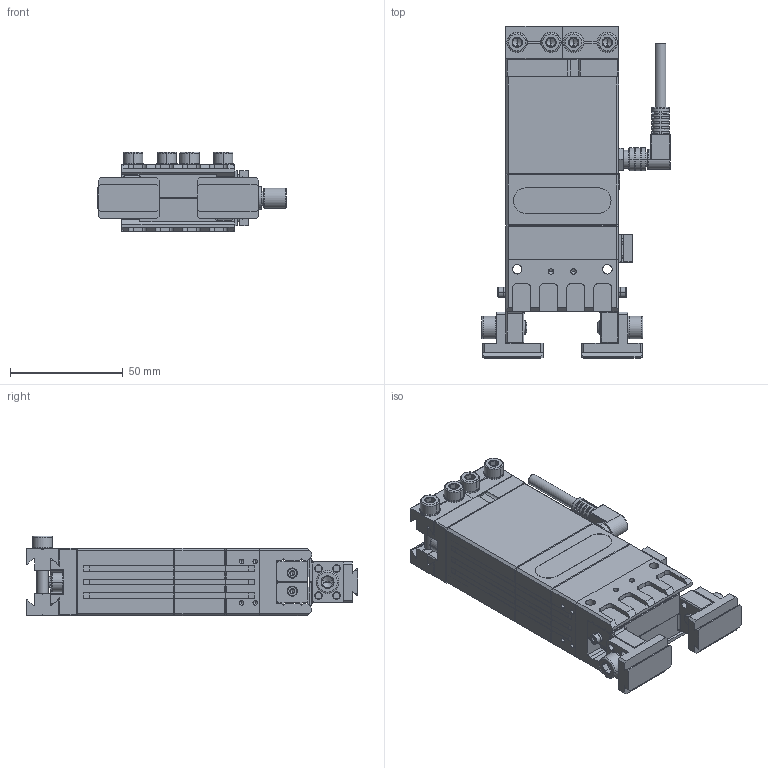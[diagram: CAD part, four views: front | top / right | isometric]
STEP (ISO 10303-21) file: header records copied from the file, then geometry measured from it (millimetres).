
FILE_DESCRIPTION((''),'2;1');
FILE_NAME('3804251654_FGA_EGP50_KIT_ASM','2019-10-10T14:04:29',('U004522'),('SCHUNK GmbH & Co. KG'),'CREO PARAMETRIC BY PTC INC, 2018190','CREO PARAMETRIC BY PTC INC, 2018190','');
FILE_SCHEMA(('CONFIG_CONTROL_DESIGN','SHAPE_APPEARANCE_LAYERS_GROUPS'));
Products named in the file (27): 55211_EGP_50_GEH; 5521760_EGP_50_ADG; 9957779_PLATINE_MIT_STECKER_M8; 9957798_KFO_EGP40; DEI4762_M002_5X050_12_9; 3390080100_ZHU; 5522650_EGP_50_FIN; 9962714_MPGPLUS_50_HAL; 9965221_SCHEIBE_D4_5; DEI4762_M002_5X006_12_9; 9957795_STO_300F11; 3312020800_NHS; 0310960_EGP_50_ASM; 1399555_AGS_1-63-30-18-00-APG_1; AGS_WASHER_SIS-5; DEI4762_M005X016_12_9; 1399555_AGS_1-63-30-18-00-APG_ASM; 1333631_AGS_1-25-50-42-00-PPV_1; 1333631_AGS_1-25-50-42-00-PPV_2; DEI4762_M005X030_12_9; 1333631_AGS_1-25-50-42-00-PPV_ASM; 1334685_AGS_1-63-22-18-00-HSP_1; AGS_WASHER_SIS-6; DEI4762_M006X014_12_9; 1334685_AGS_1-63-22-18-00-HSP_ASM; 0307765_N01_KA_BW08_KB_GERADE; 3804251654_FGA_EGP50_KIT_ASM
Assembly tree (52 placements, depth 3):
  3804251654_FGA_EGP50_KIT_ASM
    0310960_EGP_50_ASM
      55211_EGP_50_GEH
      5521760_EGP_50_ADG
      9957779_PLATINE_MIT_STECKER_M8
      9957798_KFO_EGP40
      DEI4762_M002_5X050_12_9  x4
      3390080100_ZHU  x2
      5522650_EGP_50_FIN  x2
      9962714_MPGPLUS_50_HAL  x4
      9965221_SCHEIBE_D4_5  x4
      DEI4762_M002_5X006_12_9  x8
      9957795_STO_300F11
      3312020800_NHS  x2
    1399555_AGS_1-63-30-18-00-APG_ASM
      1399555_AGS_1-63-30-18-00-APG_1
      AGS_WASHER_SIS-5  x2
      DEI4762_M005X016_12_9  x2
    1333631_AGS_1-25-50-42-00-PPV_ASM  x2
      1333631_AGS_1-25-50-42-00-PPV_1
      1333631_AGS_1-25-50-42-00-PPV_2
      AGS_WASHER_SIS-5
      DEI4762_M005X030_12_9
    1334685_AGS_1-63-22-18-00-HSP_ASM  x2
      1334685_AGS_1-63-22-18-00-HSP_1
      AGS_WASHER_SIS-6
      DEI4762_M006X014_12_9
    0307765_N01_KA_BW08_KB_GERADE
Bounding box: 83.6 x 147.2 x 35.4 mm (x, y, z)
Volume: 188943.2 mm3; surface area: 69415.9 mm2
Topology: 56 solids, 56 shells, 2719 faces, 7059 edges, 4519 vertices
Faces by surface type: plane 1691, cylinder 586, cone 286, torus 138, sphere 12, bspline 6
Entity records: 74984 total; most frequent: CARTESIAN_POINT 11306, ORIENTED_EDGE 9838, DIRECTION 9783, EDGE_CURVE 4919, PRESENTATION_STYLE_ASSIGNMENT 4872, STYLED_ITEM 4770, CURVE_STYLE 4651, VECTOR 3733
